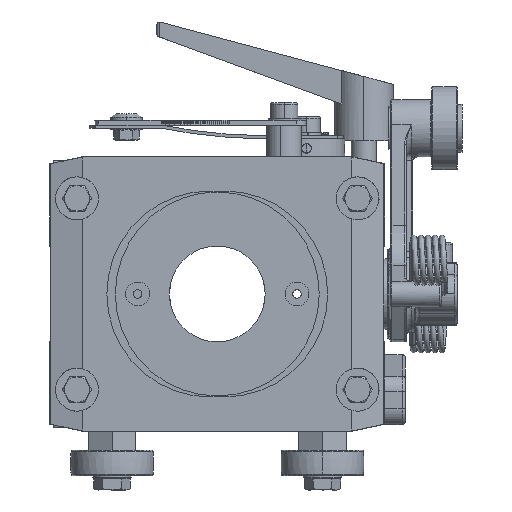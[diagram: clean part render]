
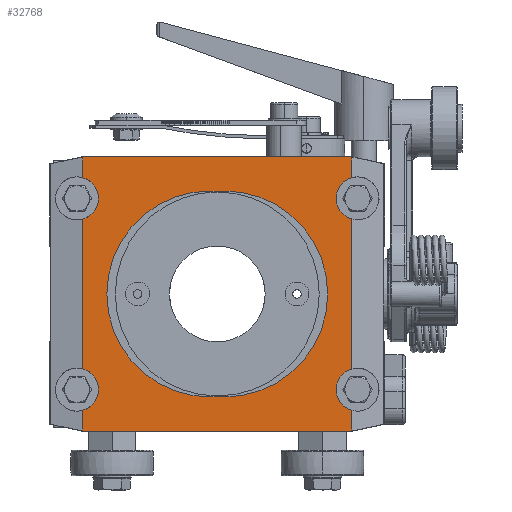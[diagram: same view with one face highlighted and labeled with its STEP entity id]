
A CAD part, left-side view. The second image highlights one B-rep face of the part: STEP entity #32768.
In plain terms, the highlighted planar face has unit normal (-1, 0, 0).
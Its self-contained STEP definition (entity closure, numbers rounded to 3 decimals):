
#9 = CARTESIAN_POINT ( 'NONE',  ( -89., 8.5, -30. ) ) ;
#29 = VECTOR ( 'NONE', #94512, 1000. ) ;
#1742 = ORIENTED_EDGE ( 'NONE', *, *, #93098, .T. ) ;
#4474 = ORIENTED_EDGE ( 'NONE', *, *, #99977, .F. ) ;
#5756 = FACE_OUTER_BOUND ( 'NONE', #75262, .T. ) ;
#7094 = VECTOR ( 'NONE', #151367, 1000. ) ;
#10549 = VECTOR ( 'NONE', #152234, 1000. ) ;
#10669 = CARTESIAN_POINT ( 'NONE',  ( -89., 94.75, -43. ) ) ;
#12955 = DIRECTION ( 'NONE',  ( 0., 0., 1. ) ) ;
#16042 = EDGE_CURVE ( 'NONE', #126957, #120285, #164578, .T. ) ;
#16249 = ORIENTED_EDGE ( 'NONE', *, *, #115327, .T. ) ;
#17048 = AXIS2_PLACEMENT_3D ( 'NONE', #119689, #63547, #146774 ) ;
#19784 = FACE_BOUND ( 'NONE', #49355, .T. ) ;
#21332 = DIRECTION ( 'NONE',  ( 0., 0., -1. ) ) ;
#26148 = EDGE_CURVE ( 'NONE', #165758, #42911, #179239, .T. ) ;
#27291 = DIRECTION ( 'NONE',  ( 0., -1., 0. ) ) ;
#31711 = VERTEX_POINT ( 'NONE', #162762 ) ;
#32768 = ADVANCED_FACE ( 'NONE', ( #19784, #5756 ), #75684, .T. ) ;
#33197 = CARTESIAN_POINT ( 'NONE',  ( -89., 94.75, 23.481 ) ) ;
#33855 = AXIS2_PLACEMENT_3D ( 'NONE', #86380, #153721, #114433 ) ;
#34918 = LINE ( 'NONE', #91864, #157031 ) ;
#40950 = CARTESIAN_POINT ( 'NONE',  ( -89., 96.5, -30. ) ) ;
#42497 = EDGE_CURVE ( 'NONE', #178885, #75025, #34918, .T. ) ;
#42911 = VERTEX_POINT ( 'NONE', #73410 ) ;
#43384 = CIRCLE ( 'NONE', #159749, 6.75 ) ;
#46750 = CARTESIAN_POINT ( 'NONE',  ( -89., 8.5, 30. ) ) ;
#48177 = VERTEX_POINT ( 'NONE', #71009 ) ;
#49355 = EDGE_LOOP ( 'NONE', ( #120707, #131368, #169481, #171063 ) ) ;
#49830 = ORIENTED_EDGE ( 'NONE', *, *, #104751, .F. ) ;
#50141 = VERTEX_POINT ( 'NONE', #165998 ) ;
#50446 = DIRECTION ( 'NONE',  ( 0., 1., 0. ) ) ;
#50892 = VECTOR ( 'NONE', #21332, 1000. ) ;
#51621 = EDGE_CURVE ( 'NONE', #42911, #92144, #176927, .T. ) ;
#52515 = ORIENTED_EDGE ( 'NONE', *, *, #169142, .F. ) ;
#55980 = EDGE_CURVE ( 'NONE', #142896, #165758, #68645, .T. ) ;
#56249 = CARTESIAN_POINT ( 'NONE',  ( -89., 50.15, 32.3 ) ) ;
#61445 = CARTESIAN_POINT ( 'NONE',  ( -89., 50.15, -32.3 ) ) ;
#61455 = LINE ( 'NONE', #176272, #50892 ) ;
#62375 = VECTOR ( 'NONE', #111570, 1000. ) ;
#63547 = DIRECTION ( 'NONE',  ( -1., 0., 0. ) ) ;
#65335 = ORIENTED_EDGE ( 'NONE', *, *, #16042, .T. ) ;
#65547 = CARTESIAN_POINT ( 'NONE',  ( -89., 94.75, 45. ) ) ;
#66115 = AXIS2_PLACEMENT_3D ( 'NONE', #46750, #76561, #75618 ) ;
#67509 = CARTESIAN_POINT ( 'NONE',  ( -89., 10.25, 45. ) ) ;
#68645 = CIRCLE ( 'NONE', #143217, 32.3 ) ;
#71009 = CARTESIAN_POINT ( 'NONE',  ( -89., 94.75, -36.519 ) ) ;
#72590 = EDGE_CURVE ( 'NONE', #48177, #120285, #102360, .T. ) ;
#73410 = CARTESIAN_POINT ( 'NONE',  ( -89., 54.85, 32.3 ) ) ;
#74499 = CARTESIAN_POINT ( 'NONE',  ( -89., 10.25, -43. ) ) ;
#75025 = VERTEX_POINT ( 'NONE', #138799 ) ;
#75262 = EDGE_LOOP ( 'NONE', ( #166780, #65335, #178917, #16249, #175190, #87733, #49830, #4474, #52515, #172759, #1742, #171924 ) ) ;
#75618 = DIRECTION ( 'NONE',  ( 0., 0., -1. ) ) ;
#75684 = PLANE ( 'NONE',  #17048 ) ;
#76561 = DIRECTION ( 'NONE',  ( -1., 0., 0. ) ) ;
#78087 = DIRECTION ( 'NONE',  ( 0., 0., 1. ) ) ;
#78680 = DIRECTION ( 'NONE',  ( 0., 0., -1. ) ) ;
#78766 = VECTOR ( 'NONE', #92835, 1000. ) ;
#80712 = VERTEX_POINT ( 'NONE', #74499 ) ;
#81070 = EDGE_CURVE ( 'NONE', #126957, #116405, #43384, .T. ) ;
#82094 = CARTESIAN_POINT ( 'NONE',  ( -89., 94.75, 43. ) ) ;
#86380 = CARTESIAN_POINT ( 'NONE',  ( -89., 54.85, 0. ) ) ;
#86771 = DIRECTION ( 'NONE',  ( -1., 0., 0. ) ) ;
#87733 = ORIENTED_EDGE ( 'NONE', *, *, #144929, .F. ) ;
#91864 = CARTESIAN_POINT ( 'NONE',  ( -89., 10.25, 45. ) ) ;
#92066 = EDGE_CURVE ( 'NONE', #92144, #142896, #150436, .T. ) ;
#92144 = VERTEX_POINT ( 'NONE', #99068 ) ;
#92835 = DIRECTION ( 'NONE',  ( 0., 0., -1. ) ) ;
#93098 = EDGE_CURVE ( 'NONE', #178885, #50141, #153163, .T. ) ;
#94512 = DIRECTION ( 'NONE',  ( 0., 0., -1. ) ) ;
#99068 = CARTESIAN_POINT ( 'NONE',  ( -89., 54.85, -32.3 ) ) ;
#99977 = EDGE_CURVE ( 'NONE', #31711, #153172, #137625, .T. ) ;
#102360 = CIRCLE ( 'NONE', #111259, 6.75 ) ;
#102604 = CARTESIAN_POINT ( 'NONE',  ( -89., 94.75, 45. ) ) ;
#103941 = AXIS2_PLACEMENT_3D ( 'NONE', #9, #86771, #143784 ) ;
#104751 = EDGE_CURVE ( 'NONE', #153172, #138563, #184402, .T. ) ;
#106977 = DIRECTION ( 'NONE',  ( -1., 0., 0. ) ) ;
#111259 = AXIS2_PLACEMENT_3D ( 'NONE', #40950, #141749, #12955 ) ;
#111570 = DIRECTION ( 'NONE',  ( 0., 0., -1. ) ) ;
#114433 = DIRECTION ( 'NONE',  ( 0., 0., 1. ) ) ;
#115327 = EDGE_CURVE ( 'NONE', #48177, #181347, #173532, .T. ) ;
#116405 = VERTEX_POINT ( 'NONE', #144311 ) ;
#117434 = CARTESIAN_POINT ( 'NONE',  ( -89., 50.15, 0. ) ) ;
#119109 = EDGE_CURVE ( 'NONE', #181347, #80712, #125326, .T. ) ;
#119689 = CARTESIAN_POINT ( 'NONE',  ( -89., 0.25, -63.087 ) ) ;
#120285 = VERTEX_POINT ( 'NONE', #145597 ) ;
#120707 = ORIENTED_EDGE ( 'NONE', *, *, #55980, .F. ) ;
#121427 = CARTESIAN_POINT ( 'NONE',  ( -89., 54.85, 32.3 ) ) ;
#123977 = VECTOR ( 'NONE', #50446, 1000. ) ;
#125326 = LINE ( 'NONE', #168247, #144053 ) ;
#125600 = LINE ( 'NONE', #169459, #62375 ) ;
#126957 = VERTEX_POINT ( 'NONE', #33197 ) ;
#131368 = ORIENTED_EDGE ( 'NONE', *, *, #92066, .F. ) ;
#134270 = DIRECTION ( 'NONE',  ( 0., 0., -1. ) ) ;
#137625 = LINE ( 'NONE', #67509, #78766 ) ;
#138305 = CARTESIAN_POINT ( 'NONE',  ( -89., 54.85, -32.3 ) ) ;
#138563 = VERTEX_POINT ( 'NONE', #138719 ) ;
#138719 = CARTESIAN_POINT ( 'NONE',  ( -89., 10.25, -36.519 ) ) ;
#138799 = CARTESIAN_POINT ( 'NONE',  ( -89., 10.25, 36.519 ) ) ;
#141749 = DIRECTION ( 'NONE',  ( -1., 0., 0. ) ) ;
#142896 = VERTEX_POINT ( 'NONE', #61445 ) ;
#143217 = AXIS2_PLACEMENT_3D ( 'NONE', #117434, #177991, #78087 ) ;
#143784 = DIRECTION ( 'NONE',  ( 0., 0., 1. ) ) ;
#144053 = VECTOR ( 'NONE', #27291, 1000. ) ;
#144311 = CARTESIAN_POINT ( 'NONE',  ( -89., 94.75, 36.519 ) ) ;
#144929 = EDGE_CURVE ( 'NONE', #138563, #80712, #125600, .T. ) ;
#145597 = CARTESIAN_POINT ( 'NONE',  ( -89., 94.75, -23.481 ) ) ;
#146774 = DIRECTION ( 'NONE',  ( 0., 0., 1. ) ) ;
#150436 = LINE ( 'NONE', #138305, #7094 ) ;
#151367 = DIRECTION ( 'NONE',  ( 0., -1., 0. ) ) ;
#152234 = DIRECTION ( 'NONE',  ( 0., 1., 0. ) ) ;
#153163 = LINE ( 'NONE', #82094, #10549 ) ;
#153172 = VERTEX_POINT ( 'NONE', #165792 ) ;
#153721 = DIRECTION ( 'NONE',  ( -1., 0., 0. ) ) ;
#157031 = VECTOR ( 'NONE', #78680, 1000. ) ;
#159749 = AXIS2_PLACEMENT_3D ( 'NONE', #176975, #106977, #176055 ) ;
#162762 = CARTESIAN_POINT ( 'NONE',  ( -89., 10.25, 23.481 ) ) ;
#164578 = LINE ( 'NONE', #65547, #29 ) ;
#165758 = VERTEX_POINT ( 'NONE', #56249 ) ;
#165792 = CARTESIAN_POINT ( 'NONE',  ( -89., 10.25, -23.481 ) ) ;
#165998 = CARTESIAN_POINT ( 'NONE',  ( -89., 94.75, 43. ) ) ;
#166780 = ORIENTED_EDGE ( 'NONE', *, *, #81070, .F. ) ;
#168247 = CARTESIAN_POINT ( 'NONE',  ( -89., 94.75, -43. ) ) ;
#169142 = EDGE_CURVE ( 'NONE', #75025, #31711, #170514, .T. ) ;
#169459 = CARTESIAN_POINT ( 'NONE',  ( -89., 10.25, 45. ) ) ;
#169481 = ORIENTED_EDGE ( 'NONE', *, *, #51621, .F. ) ;
#169677 = VECTOR ( 'NONE', #134270, 1000. ) ;
#170514 = CIRCLE ( 'NONE', #66115, 6.75 ) ;
#171063 = ORIENTED_EDGE ( 'NONE', *, *, #26148, .F. ) ;
#171924 = ORIENTED_EDGE ( 'NONE', *, *, #178663, .T. ) ;
#172759 = ORIENTED_EDGE ( 'NONE', *, *, #42497, .F. ) ;
#173532 = LINE ( 'NONE', #102604, #169677 ) ;
#175190 = ORIENTED_EDGE ( 'NONE', *, *, #119109, .T. ) ;
#176055 = DIRECTION ( 'NONE',  ( 0., 0., -1. ) ) ;
#176272 = CARTESIAN_POINT ( 'NONE',  ( -89., 94.75, 45. ) ) ;
#176927 = CIRCLE ( 'NONE', #33855, 32.3 ) ;
#176975 = CARTESIAN_POINT ( 'NONE',  ( -89., 96.5, 30. ) ) ;
#177654 = CARTESIAN_POINT ( 'NONE',  ( -89., 10.25, 43. ) ) ;
#177991 = DIRECTION ( 'NONE',  ( -1., 0., 0. ) ) ;
#178663 = EDGE_CURVE ( 'NONE', #50141, #116405, #61455, .T. ) ;
#178885 = VERTEX_POINT ( 'NONE', #177654 ) ;
#178917 = ORIENTED_EDGE ( 'NONE', *, *, #72590, .F. ) ;
#179239 = LINE ( 'NONE', #121427, #123977 ) ;
#181347 = VERTEX_POINT ( 'NONE', #10669 ) ;
#184402 = CIRCLE ( 'NONE', #103941, 6.75 ) ;
